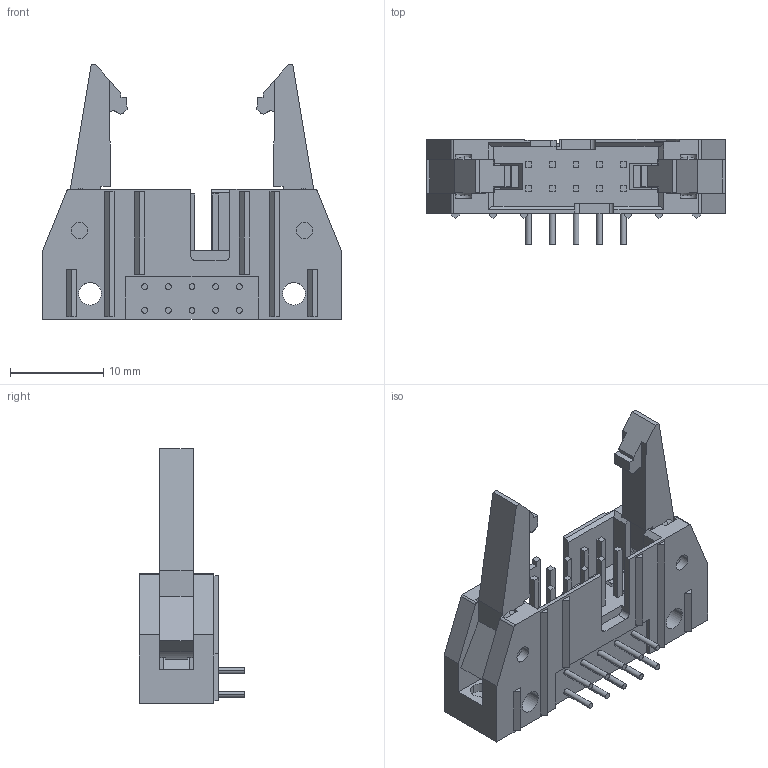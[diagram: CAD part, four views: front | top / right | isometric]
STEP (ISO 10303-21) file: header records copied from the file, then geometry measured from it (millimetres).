
FILE_DESCRIPTION((''),'2;1');
FILE_NAME('C-5499786-1','2016-02-05T',('workeradm'),('Tyco Electronics Ltd.'),'CREO PARAMETRIC BY PTC INC, 2015200','CREO PARAMETRIC BY PTC INC, 2015200','');
FILE_SCHEMA(('AUTOMOTIVE_DESIGN { 1 0 10303 214 1 1 1 1 }'));
Length unit declared in the file: millimetre
Products named in the file (1): C-5499786-1
Bounding box: 32 x 11.33 x 27.3 mm (x, y, z)
Volume: 2506.2 mm3; surface area: 3183.6 mm2
Topology: 1 solids, 1 shells, 312 faces, 840 edges, 552 vertices
Faces by surface type: plane 243, cylinder 61, sphere 8
Entity records: 9724 total; most frequent: CARTESIAN_POINT 1698, ORIENTED_EDGE 1664, DIRECTION 1616, EDGE_CURVE 832, VECTOR 672, LINE 672, VERTEX_POINT 552, AXIS2_PLACEMENT_3D 472
